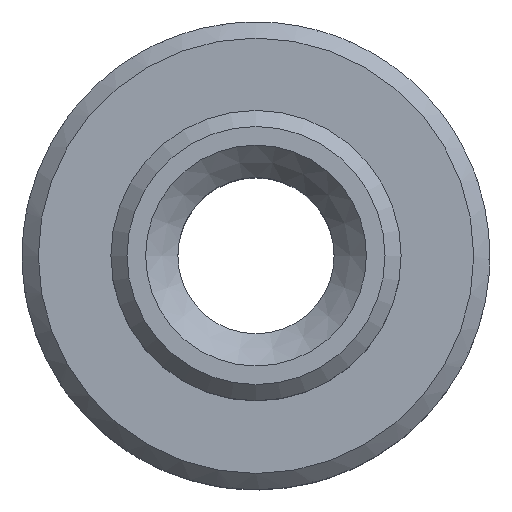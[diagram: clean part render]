
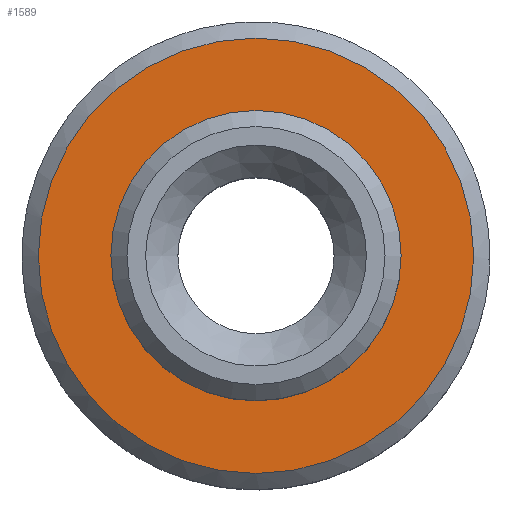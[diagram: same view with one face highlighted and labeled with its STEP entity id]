
A CAD part, top view. The second image highlights one B-rep face of the part: STEP entity #1589.
In plain terms, the highlighted planar face has unit normal (0, 0, 1).
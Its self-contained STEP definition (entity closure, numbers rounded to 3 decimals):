
#17=FACE_BOUND('',#287,.T.);
#85=PLANE('',#1804);
#184=FACE_OUTER_BOUND('',#286,.T.);
#286=EDGE_LOOP('',(#1423));
#287=EDGE_LOOP('',(#1424));
#642=CIRCLE('',#1801,0.9);
#643=CIRCLE('',#1803,1.35);
#773=VERTEX_POINT('',#2787);
#774=VERTEX_POINT('',#2791);
#999=EDGE_CURVE('',#773,#773,#642,.T.);
#1000=EDGE_CURVE('',#774,#774,#643,.T.);
#1423=ORIENTED_EDGE('',*,*,#1000,.F.);
#1424=ORIENTED_EDGE('',*,*,#999,.T.);
#1589=ADVANCED_FACE('',(#184,#17),#85,.T.);
#1801=AXIS2_PLACEMENT_3D('',#2789,#2325,#2326);
#1803=AXIS2_PLACEMENT_3D('',#2792,#2329,#2330);
#1804=AXIS2_PLACEMENT_3D('',#2794,#2332,#2333);
#2325=DIRECTION('center_axis',(0.,0.,-1.));
#2326=DIRECTION('ref_axis',(1.,0.,0.));
#2329=DIRECTION('center_axis',(0.,0.,-1.));
#2330=DIRECTION('ref_axis',(1.,0.,0.));
#2332=DIRECTION('center_axis',(0.,0.,1.));
#2333=DIRECTION('ref_axis',(1.,0.,0.));
#2787=CARTESIAN_POINT('',(-0.9,0.,1.4));
#2789=CARTESIAN_POINT('Origin',(0.,0.,1.4));
#2791=CARTESIAN_POINT('',(-1.35,0.,1.4));
#2792=CARTESIAN_POINT('Origin',(0.,0.,1.4));
#2794=CARTESIAN_POINT('Origin',(0.,0.,1.4));
